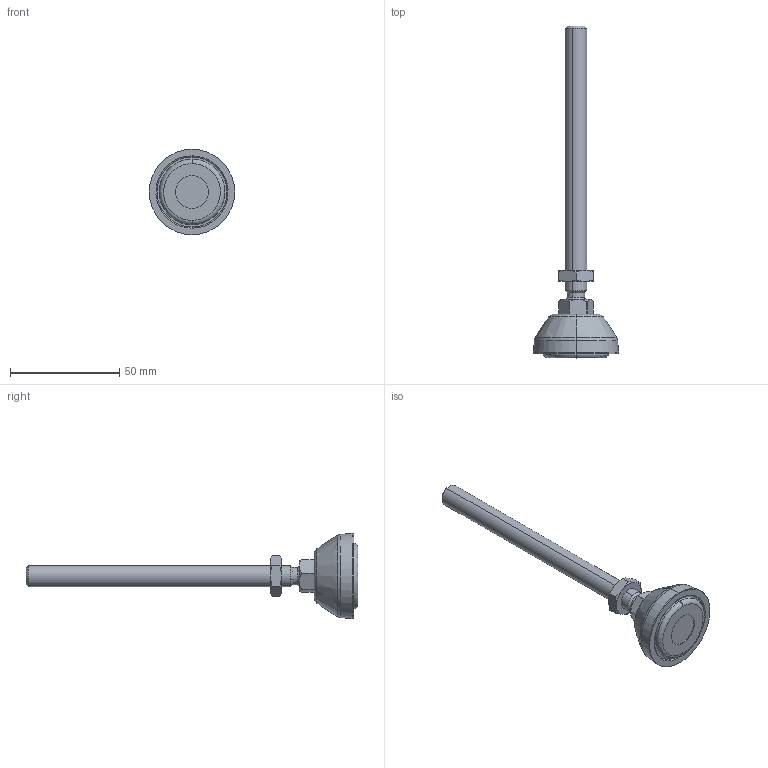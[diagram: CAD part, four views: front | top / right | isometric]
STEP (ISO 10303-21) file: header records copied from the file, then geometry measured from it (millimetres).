
FILE_DESCRIPTION (( 'STEP AP203' ), '1' );
FILE_NAME ('A60.00.40.03 Nylon swivel feet 40 - M10 x 125.STEP', '2018-09-28T13:11:53', ( '' ), ( '' ), 'SwSTEP 2.0', 'SolidWorks 2015', '' );
FILE_SCHEMA (( 'CONFIG_CONTROL_DESIGN' ));
Length unit declared in the file: inch
Products named in the file (2): A60.00.40.03 Nylon swivel feet 40 - M10 x 125
Bounding box: 39 x 151.75 x 39 mm (x, y, z)
Volume: 31799.6 mm3; surface area: 12147.3 mm2
Topology: 4 solids, 4 shells, 104 faces, 253 edges, 154 vertices
Faces by surface type: cone 32, cylinder 27, plane 23, bspline 22
Entity records: 4224 total; most frequent: CARTESIAN_POINT 1771, ORIENTED_EDGE 490, DIRECTION 483, EDGE_CURVE 245, AXIS2_PLACEMENT_3D 212, VERTEX_POINT 154, CIRCLE 128, EDGE_LOOP 111
